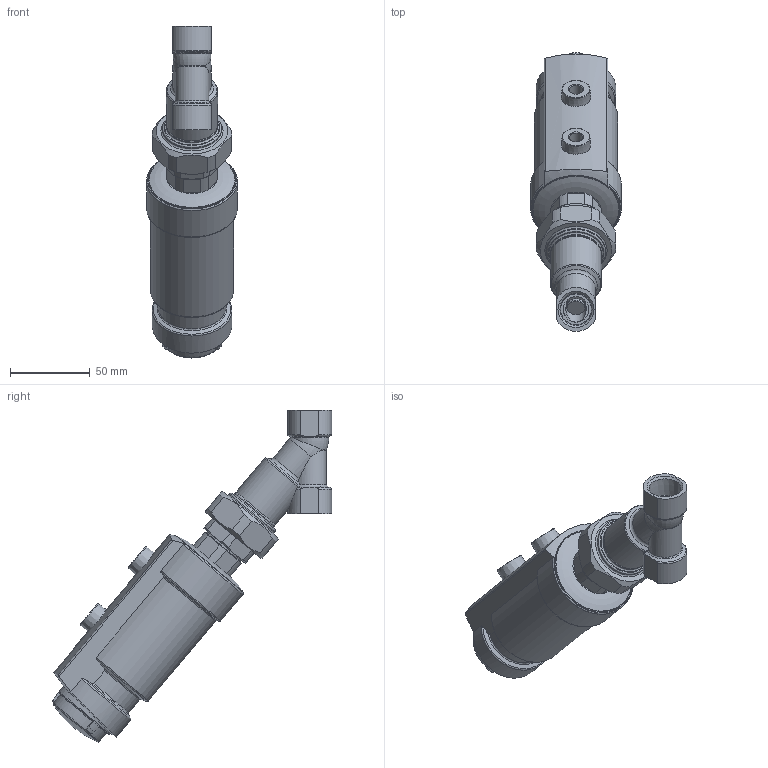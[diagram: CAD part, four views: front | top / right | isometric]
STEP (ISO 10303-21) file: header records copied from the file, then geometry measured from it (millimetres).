
FILE_DESCRIPTION(/* description */ ('STEP AP214'),/* implementation_level */ '2;1');
FILE_NAME(/* name */ '8111605_VZXA-B-TS7-3_4-M2-B1T-12_8-K-46-17-PM',/* time_stamp */ '2024-09-18T11:45:50+02:00',/* author */ ('License CC BY-ND 4.0'),/* organization */ ('CADENAS'),/* preprocessor_version */ 'ST-DEVELOPER v19.3',/* originating_system */ 'PARTsolutions',/* authorisation */ ' ');
FILE_SCHEMA (('TECHNICAL_DATA_PACKAGING','INTEGRATED_CNC_SCHEMA','MODEL_BASED_INTEGRATED_MANUFACTURING_SCHEMA','AUTOMOTIVE_DESIGN {1 0 10303 214 3 1 1}'));
Length unit declared in the file: millimetre
Products named in the file (5): 8111605 VZXA-B-TS7-3/4-M2-B1T-12.8-K-46-17-PM---(0); 3539411 VZZA---T-S7-13-M2-B1-T; 8111352 DFPK-46-PM_housing---(0); 3465682 DFP_ec; 2284889 DFPK---(cover)
Assembly tree (4 placements, depth 2):
  8111605 VZXA-B-TS7-3/4-M2-B1T-12.8-K-46-17-PM---(0)
    3539411 VZZA---T-S7-13-M2-B1-T
    8111352 DFPK-46-PM_housing---(0)
    3465682 DFP_ec
    2284889 DFPK---(cover)
Bounding box: 56.93 x 174.9 x 207.92 mm (x, y, z)
Volume: 379126.8 mm3; surface area: 69411.5 mm2
Topology: 4 solids, 5 shells, 308 faces, 746 edges, 478 vertices
Faces by surface type: plane 110, cylinder 75, torus 67, cone 51, sphere 5
Full cylindrical faces by diameter (mm): 7.28 x2, 8.2 x1, 8.376 x1, 8.566 x2, 10 x3, 11 x1, 11.8 x1, 16 x4, 18.2 x1, 27.9 x1, 28 x1, 28.5 x1, 32 x3, 33.1 x1, 33.376 x1, 37 x1, 37.1 x1, 37.835 x1, 38 x1, 39.4 x1, 40 x1, 41.7 x1, 42.13 x1, 53.9 x1
Entity records: 9885 total; most frequent: CARTESIAN_POINT 2231, DIRECTION 1319, ORIENTED_EDGE 1222, EDGE_CURVE 611, AXIS2_PLACEMENT_3D 591, VERTEX_POINT 447, FACE_BOUND 438, EDGE_LOOP 437
